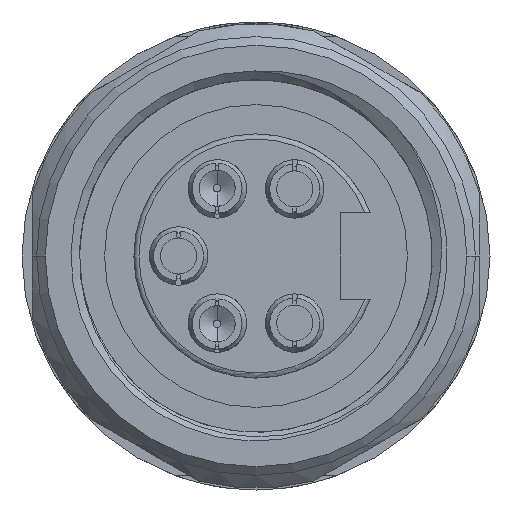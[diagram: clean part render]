
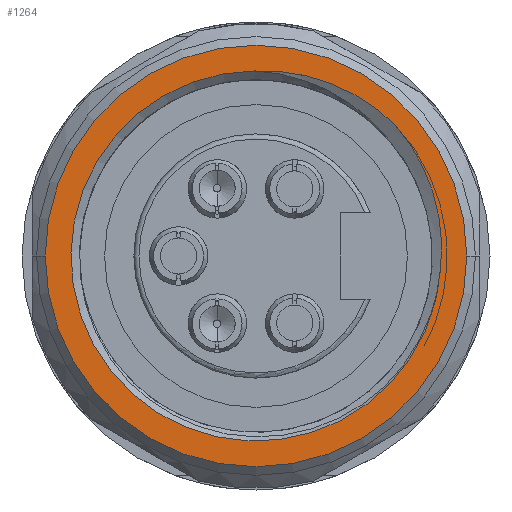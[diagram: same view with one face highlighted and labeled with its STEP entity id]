
A CAD part, left-side view. The second image highlights one B-rep face of the part: STEP entity #1264.
In plain terms, the highlighted planar face has unit normal (-1, 0, 0).
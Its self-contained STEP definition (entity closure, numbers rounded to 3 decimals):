
#160=B_SPLINE_CURVE_WITH_KNOTS('',3,(#7283,#7284,#7285,#7286),
 .UNSPECIFIED.,.F.,.F.,(4,4),(0.,1.),.UNSPECIFIED.);
#161=B_SPLINE_CURVE_WITH_KNOTS('',3,(#7433,#7434,#7435,#7436),
 .UNSPECIFIED.,.F.,.F.,(4,4),(0.,1.),.UNSPECIFIED.);
#468=PLANE('',#4843);
#1264=ADVANCED_FACE('',(#1619,#1620),#468,.F.);
#1619=FACE_BOUND('',#1685,.T.);
#1620=FACE_BOUND('',#1686,.T.);
#1685=EDGE_LOOP('',(#2033,#2034));
#1686=EDGE_LOOP('',(#2035,#2036,#2037));
#2033=ORIENTED_EDGE('',*,*,#3885,.F.);
#2034=ORIENTED_EDGE('',*,*,#3886,.T.);
#2035=ORIENTED_EDGE('',*,*,#3887,.T.);
#2036=ORIENTED_EDGE('',*,*,#3888,.T.);
#2037=ORIENTED_EDGE('',*,*,#3884,.T.);
#3414=VERTEX_POINT('',#7242);
#3416=VERTEX_POINT('',#7282);
#3417=VERTEX_POINT('',#7428);
#3418=VERTEX_POINT('',#7429);
#3419=VERTEX_POINT('',#7432);
#3884=EDGE_CURVE('',#3414,#3416,#160,.T.);
#3885=EDGE_CURVE('',#3417,#3418,#4551,.T.);
#3886=EDGE_CURVE('',#3417,#3418,#4552,.T.);
#3887=EDGE_CURVE('',#3416,#3419,#4553,.T.);
#3888=EDGE_CURVE('',#3419,#3414,#161,.T.);
#4551=CIRCLE('',#4840,12.25);
#4552=CIRCLE('',#4841,12.25);
#4553=CIRCLE('',#4842,10.755);
#4840=AXIS2_PLACEMENT_3D('',#7427,#5416,#5417);
#4841=AXIS2_PLACEMENT_3D('',#7430,#5418,#5419);
#4842=AXIS2_PLACEMENT_3D('',#7431,#5420,#5421);
#4843=AXIS2_PLACEMENT_3D('',#7437,#5422,#5423);
#5416=DIRECTION('',(1.,0.,0.));
#5417=DIRECTION('',(0.,1.,0.));
#5418=DIRECTION('',(-1.,0.,0.));
#5419=DIRECTION('',(0.,1.,0.));
#5420=DIRECTION('',(1.,0.,0.));
#5421=DIRECTION('',(0.,-0.998,-0.068));
#5422=DIRECTION('',(1.,0.,0.));
#5423=DIRECTION('',(0.,1.,0.));
#7242=CARTESIAN_POINT('',(-80.4,-8.099,7.613));
#7282=CARTESIAN_POINT('',(-80.4,-10.73,-0.732));
#7283=CARTESIAN_POINT('',(-80.4,-8.097,7.611));
#7284=CARTESIAN_POINT('',(-80.4,-10.079,5.332));
#7285=CARTESIAN_POINT('',(-80.4,-11.06,2.271));
#7286=CARTESIAN_POINT('',(-80.4,-10.73,-0.732));
#7427=CARTESIAN_POINT('',(-80.4,0.,0.));
#7428=CARTESIAN_POINT('',(-80.4,12.25,0.));
#7429=CARTESIAN_POINT('',(-80.4,-12.25,0.));
#7430=CARTESIAN_POINT('',(-80.4,0.,0.));
#7431=CARTESIAN_POINT('',(-80.4,0.,0.));
#7432=CARTESIAN_POINT('',(-80.4,0.068,10.755));
#7433=CARTESIAN_POINT('',(-80.4,0.068,10.751));
#7434=CARTESIAN_POINT('',(-80.4,-2.95,10.896));
#7435=CARTESIAN_POINT('',(-80.4,-5.944,9.729));
#7436=CARTESIAN_POINT('',(-80.4,-8.099,7.613));
#7437=CARTESIAN_POINT('',(-80.4,0.,0.));
